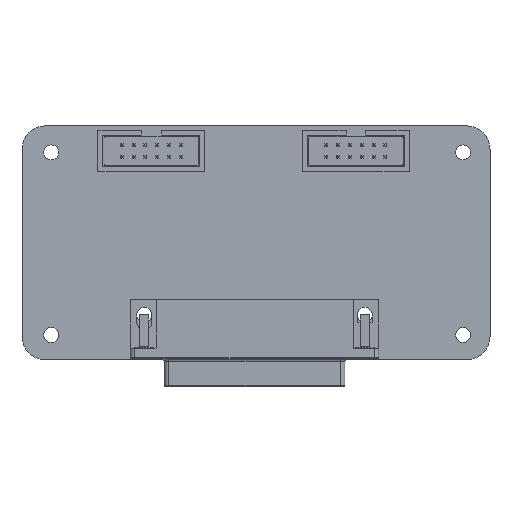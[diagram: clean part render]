
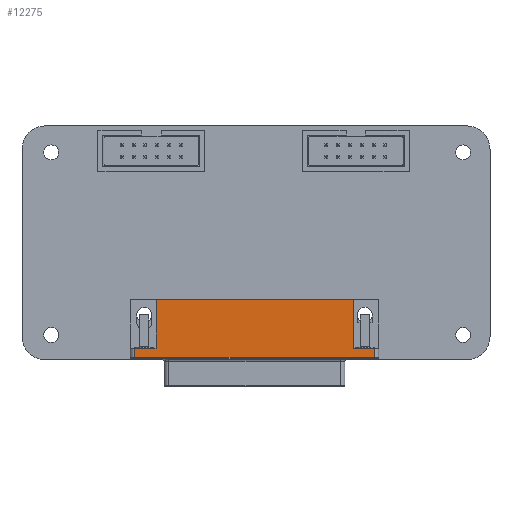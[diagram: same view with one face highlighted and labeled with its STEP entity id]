
A CAD part, top view. The second image highlights one B-rep face of the part: STEP entity #12275.
In plain terms, the highlighted planar face has unit normal (0, 0, 1).
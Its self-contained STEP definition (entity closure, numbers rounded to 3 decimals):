
#12034 = VERTEX_POINT('',#12035);
#12035 = CARTESIAN_POINT('',(-8.93,-10.54,12.5));
#12041 = EDGE_CURVE('',#12042,#12034,#12044,.T.);
#12042 = VERTEX_POINT('',#12043);
#12043 = CARTESIAN_POINT('',(42.17,-10.54,12.5));
#12044 = LINE('',#12045,#12046);
#12045 = CARTESIAN_POINT('',(42.17,-10.54,12.5));
#12046 = VECTOR('',#12047,1.);
#12047 = DIRECTION('',(-1.,0.,0.));
#12275 = ADVANCED_FACE('',(#12276),#12333,.T.);
#12276 = FACE_BOUND('',#12277,.T.);
#12277 = EDGE_LOOP('',(#12278,#12279,#12287,#12295,#12303,#12311,#12319,
    #12327));
#12278 = ORIENTED_EDGE('',*,*,#12041,.F.);
#12279 = ORIENTED_EDGE('',*,*,#12280,.T.);
#12280 = EDGE_CURVE('',#12042,#12281,#12283,.T.);
#12281 = VERTEX_POINT('',#12282);
#12282 = CARTESIAN_POINT('',(42.17,-8.54,12.5));
#12283 = LINE('',#12284,#12285);
#12284 = CARTESIAN_POINT('',(42.17,-10.54,12.5));
#12285 = VECTOR('',#12286,1.);
#12286 = DIRECTION('',(0.,1.,0.));
#12287 = ORIENTED_EDGE('',*,*,#12288,.F.);
#12288 = EDGE_CURVE('',#12289,#12281,#12291,.T.);
#12289 = VERTEX_POINT('',#12290);
#12290 = CARTESIAN_POINT('',(37.67,-8.54,12.5));
#12291 = LINE('',#12292,#12293);
#12292 = CARTESIAN_POINT('',(42.17,-8.54,12.5));
#12293 = VECTOR('',#12294,1.);
#12294 = DIRECTION('',(1.,0.,0.));
#12295 = ORIENTED_EDGE('',*,*,#12296,.F.);
#12296 = EDGE_CURVE('',#12297,#12289,#12299,.T.);
#12297 = VERTEX_POINT('',#12298);
#12298 = CARTESIAN_POINT('',(37.67,1.8,12.5));
#12299 = LINE('',#12300,#12301);
#12300 = CARTESIAN_POINT('',(37.67,-9.54,12.5));
#12301 = VECTOR('',#12302,1.);
#12302 = DIRECTION('',(0.,-1.,0.));
#12303 = ORIENTED_EDGE('',*,*,#12304,.T.);
#12304 = EDGE_CURVE('',#12297,#12305,#12307,.T.);
#12305 = VERTEX_POINT('',#12306);
#12306 = CARTESIAN_POINT('',(-4.43,1.8,12.5));
#12307 = LINE('',#12308,#12309);
#12308 = CARTESIAN_POINT('',(43.17,1.8,12.5));
#12309 = VECTOR('',#12310,1.);
#12310 = DIRECTION('',(-1.,0.,0.));
#12311 = ORIENTED_EDGE('',*,*,#12312,.F.);
#12312 = EDGE_CURVE('',#12313,#12305,#12315,.T.);
#12313 = VERTEX_POINT('',#12314);
#12314 = CARTESIAN_POINT('',(-4.43,-8.54,12.5));
#12315 = LINE('',#12316,#12317);
#12316 = CARTESIAN_POINT('',(-4.43,-9.54,12.5));
#12317 = VECTOR('',#12318,1.);
#12318 = DIRECTION('',(0.,1.,0.));
#12319 = ORIENTED_EDGE('',*,*,#12320,.F.);
#12320 = EDGE_CURVE('',#12321,#12313,#12323,.T.);
#12321 = VERTEX_POINT('',#12322);
#12322 = CARTESIAN_POINT('',(-8.93,-8.54,12.5));
#12323 = LINE('',#12324,#12325);
#12324 = CARTESIAN_POINT('',(17.62,-8.54,12.5));
#12325 = VECTOR('',#12326,1.);
#12326 = DIRECTION('',(1.,0.,0.));
#12327 = ORIENTED_EDGE('',*,*,#12328,.F.);
#12328 = EDGE_CURVE('',#12034,#12321,#12329,.T.);
#12329 = LINE('',#12330,#12331);
#12330 = CARTESIAN_POINT('',(-8.93,-10.54,12.5));
#12331 = VECTOR('',#12332,1.);
#12332 = DIRECTION('',(0.,1.,0.));
#12333 = PLANE('',#12334);
#12334 = AXIS2_PLACEMENT_3D('',#12335,#12336,#12337);
#12335 = CARTESIAN_POINT('',(43.17,-10.54,12.5));
#12336 = DIRECTION('',(0.,0.,1.));
#12337 = DIRECTION('',(-1.,0.,0.));
